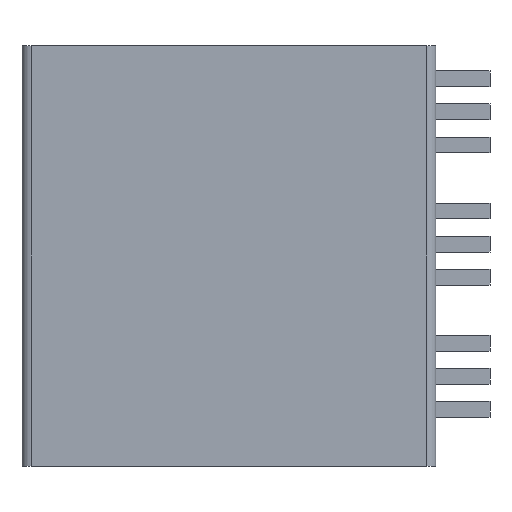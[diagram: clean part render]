
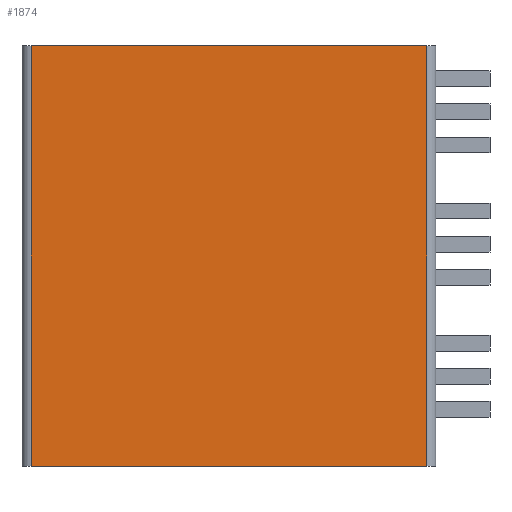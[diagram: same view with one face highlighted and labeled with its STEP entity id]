
A CAD part, left-side view. The second image highlights one B-rep face of the part: STEP entity #1874.
In plain terms, the highlighted planar face has unit normal (-1, 0, 0).
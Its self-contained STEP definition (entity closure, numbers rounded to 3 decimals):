
#15=DIRECTION('',(0.,-1.,0.));
#16=VECTOR('',#15,29.9);
#17=CARTESIAN_POINT('',(-12.35,14.95,-26.8));
#18=LINE('',#17,#16);
#197=DIRECTION('',(0.,0.,-1.));
#198=VECTOR('',#197,31.8);
#199=CARTESIAN_POINT('',(-12.35,-14.95,5.));
#200=LINE('',#199,#198);
#201=DIRECTION('',(0.,0.,1.));
#202=VECTOR('',#201,31.8);
#203=CARTESIAN_POINT('',(-12.35,14.95,-26.8));
#204=LINE('',#203,#202);
#228=DIRECTION('',(0.,-1.,0.));
#229=VECTOR('',#228,29.9);
#230=CARTESIAN_POINT('',(-12.35,14.95,5.));
#231=LINE('',#230,#229);
#1334=CARTESIAN_POINT('',(-12.35,-14.95,-26.8));
#1336=VERTEX_POINT('',#1334);
#1337=CARTESIAN_POINT('',(-12.35,-14.95,5.));
#1338=VERTEX_POINT('',#1337);
#1341=CARTESIAN_POINT('',(-12.35,14.95,-26.8));
#1342=VERTEX_POINT('',#1341);
#1346=CARTESIAN_POINT('',(-12.35,14.95,5.));
#1348=VERTEX_POINT('',#1346);
#1861=CARTESIAN_POINT('',(-12.35,15.65,-26.8));
#1862=DIRECTION('',(-1.,0.,0.));
#1863=DIRECTION('',(0.,-1.,0.));
#1864=AXIS2_PLACEMENT_3D('',#1861,#1862,#1863);
#1865=PLANE('',#1864);
#1866=ORIENTED_EDGE('',*,*,#1853,.T.);
#1867=ORIENTED_EDGE('',*,*,#1687,.F.);
#1869=ORIENTED_EDGE('',*,*,#1868,.T.);
#1871=ORIENTED_EDGE('',*,*,#1870,.T.);
#1872=EDGE_LOOP('',(#1866,#1867,#1869,#1871));
#1873=FACE_OUTER_BOUND('',#1872,.F.);
#1874=ADVANCED_FACE('',(#1873),#1865,.T.);
#1687=EDGE_CURVE('',#1342,#1336,#18,.T.);
#1853=EDGE_CURVE('',#1338,#1336,#200,.T.);
#1868=EDGE_CURVE('',#1342,#1348,#204,.T.);
#1870=EDGE_CURVE('',#1348,#1338,#231,.T.);
